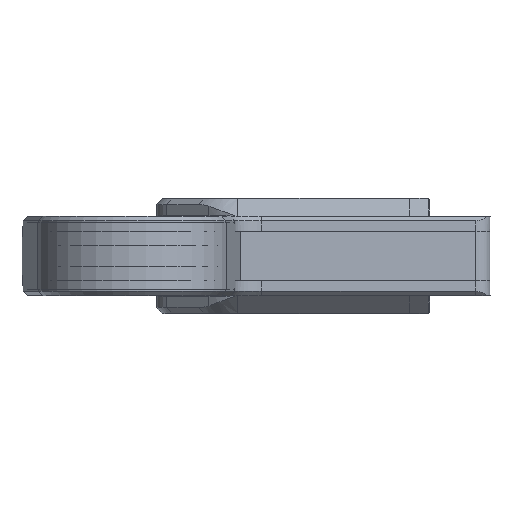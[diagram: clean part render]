
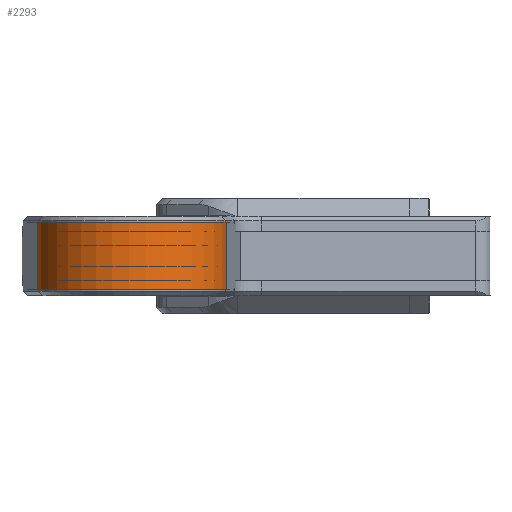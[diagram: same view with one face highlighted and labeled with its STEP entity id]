
A CAD part, front view. The second image highlights one B-rep face of the part: STEP entity #2293.
In plain terms, the highlighted cylindrical face has radius 76.602 mm (diameter 153.204 mm), a partial arc.
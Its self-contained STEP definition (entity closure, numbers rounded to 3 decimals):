
#392 = AXIS2_PLACEMENT_3D ( 'NONE', #49038, #31892, #48217 ) ;
#1639 = VERTEX_POINT ( 'NONE', #33795 ) ;
#2293 = ADVANCED_FACE ( 'NONE', ( #53552 ), #2594, .T. ) ;
#2321 = DIRECTION ( 'NONE',  ( 0., 0., -1. ) ) ;
#2594 = CYLINDRICAL_SURFACE ( 'NONE', #53258, 76.602 ) ;
#4683 = ORIENTED_EDGE ( 'NONE', *, *, #49805, .T. ) ;
#5113 = CARTESIAN_POINT ( 'NONE',  ( 26.975, -10.262, 75.911 ) ) ;
#5419 = VECTOR ( 'NONE', #34221, 1000. ) ;
#5732 = VECTOR ( 'NONE', #37422, 1000. ) ;
#8005 = VERTEX_POINT ( 'NONE', #45822 ) ;
#8575 = CIRCLE ( 'NONE', #14736, 76.602 ) ;
#9066 = EDGE_LOOP ( 'NONE', ( #4683, #53626, #23275, #30102 ) ) ;
#9267 = CIRCLE ( 'NONE', #392, 76.602 ) ;
#12495 = DIRECTION ( 'NONE',  ( 0., 0., 1. ) ) ;
#14736 = AXIS2_PLACEMENT_3D ( 'NONE', #37720, #50446, #12495 ) ;
#20521 = LINE ( 'NONE', #41295, #5732 ) ;
#21058 = EDGE_CURVE ( 'NONE', #8005, #21677, #42781, .T. ) ;
#21677 = VERTEX_POINT ( 'NONE', #49068 ) ;
#23275 = ORIENTED_EDGE ( 'NONE', *, *, #45682, .T. ) ;
#24449 = EDGE_CURVE ( 'NONE', #41533, #1639, #20521, .T. ) ;
#30102 = ORIENTED_EDGE ( 'NONE', *, *, #21058, .T. ) ;
#31892 = DIRECTION ( 'NONE',  ( 1., 0., 0. ) ) ;
#33795 = CARTESIAN_POINT ( 'NONE',  ( -26.975, -15.926, -74.928 ) ) ;
#34221 = DIRECTION ( 'NONE',  ( -1., 0., 0. ) ) ;
#35529 = CARTESIAN_POINT ( 'NONE',  ( 26.975, -15.926, -74.928 ) ) ;
#36127 = DIRECTION ( 'NONE',  ( 1., 0., 0. ) ) ;
#37422 = DIRECTION ( 'NONE',  ( -1., 0., 0. ) ) ;
#37720 = CARTESIAN_POINT ( 'NONE',  ( 26.975, 0., 0. ) ) ;
#41295 = CARTESIAN_POINT ( 'NONE',  ( 26.975, -15.926, -74.928 ) ) ;
#41533 = VERTEX_POINT ( 'NONE', #35529 ) ;
#42781 = LINE ( 'NONE', #5113, #5419 ) ;
#45682 = EDGE_CURVE ( 'NONE', #41533, #8005, #8575, .T. ) ;
#45822 = CARTESIAN_POINT ( 'NONE',  ( 26.975, -10.262, 75.911 ) ) ;
#48217 = DIRECTION ( 'NONE',  ( 0., 1., 0. ) ) ;
#49038 = CARTESIAN_POINT ( 'NONE',  ( -26.975, 0., 0. ) ) ;
#49068 = CARTESIAN_POINT ( 'NONE',  ( -26.975, -10.262, 75.911 ) ) ;
#49805 = EDGE_CURVE ( 'NONE', #21677, #1639, #9267, .T. ) ;
#50446 = DIRECTION ( 'NONE',  ( -1., 0., 0. ) ) ;
#53258 = AXIS2_PLACEMENT_3D ( 'NONE', #53281, #36127, #2321 ) ;
#53281 = CARTESIAN_POINT ( 'NONE',  ( -220.003, 0., 0. ) ) ;
#53552 = FACE_OUTER_BOUND ( 'NONE', #9066, .T. ) ;
#53626 = ORIENTED_EDGE ( 'NONE', *, *, #24449, .F. ) ;
